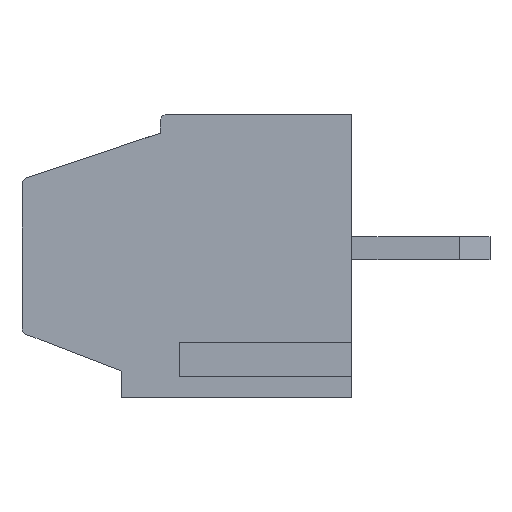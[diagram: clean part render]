
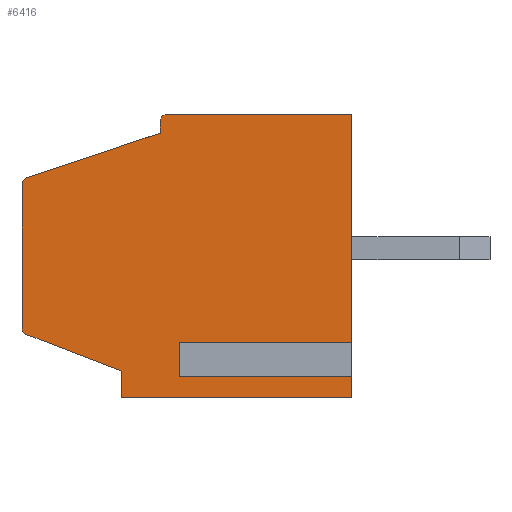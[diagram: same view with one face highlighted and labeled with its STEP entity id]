
A CAD part, left-side view. The second image highlights one B-rep face of the part: STEP entity #6416.
In plain terms, the highlighted planar face has unit normal (-1, 0, 0).
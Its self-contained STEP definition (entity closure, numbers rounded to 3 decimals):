
#376 = VERTEX_POINT ( 'NONE', #20377 ) ;
#375 = CARTESIAN_POINT ( 'NONE',  ( 0., 8.6, 5.556 ) ) ;
#411 = CARTESIAN_POINT ( 'NONE',  ( 0., 8.6, 7.4 ) ) ;
#564 = LINE ( 'NONE', #24742, #20972 ) ;
#1126 = DIRECTION ( 'NONE',  ( 0., 0., -1. ) ) ;
#1223 = EDGE_CURVE ( 'NONE', #2506, #3067, #21078, .T. ) ;
#1301 = CARTESIAN_POINT ( 'NONE',  ( 0., 8.472, 1.651 ) ) ;
#1494 = VECTOR ( 'NONE', #18810, 1000. ) ;
#1509 = EDGE_CURVE ( 'NONE', #20445, #11210, #25618, .T. ) ;
#1797 = ORIENTED_EDGE ( 'NONE', *, *, #22866, .F. ) ;
#1884 = LINE ( 'NONE', #13813, #11811 ) ;
#2081 = CARTESIAN_POINT ( 'NONE',  ( 0., 8.6, 1.7 ) ) ;
#2084 = DIRECTION ( 'NONE',  ( 0., -1., 0. ) ) ;
#2506 = VERTEX_POINT ( 'NONE', #24086 ) ;
#2620 = AXIS2_PLACEMENT_3D ( 'NONE', #27224, #14950, #5256 ) ;
#2882 = VECTOR ( 'NONE', #13285, 1000. ) ;
#2896 = VECTOR ( 'NONE', #13822, 1000. ) ;
#2907 = EDGE_CURVE ( 'NONE', #2506, #29519, #4349, .T. ) ;
#3067 = VERTEX_POINT ( 'NONE', #375 ) ;
#3086 = VECTOR ( 'NONE', #2084, 1000. ) ;
#3515 = CARTESIAN_POINT ( 'NONE',  ( 0., 4.8, 7.2 ) ) ;
#3534 = EDGE_CURVE ( 'NONE', #11612, #11210, #6011, .T. ) ;
#3779 = CIRCLE ( 'NONE', #18819, 0.2 ) ;
#4349 = LINE ( 'NONE', #18287, #19466 ) ;
#4535 = LINE ( 'NONE', #20669, #13739 ) ;
#4563 = EDGE_CURVE ( 'NONE', #15203, #17654, #12119, .T. ) ;
#4828 = EDGE_CURVE ( 'NONE', #6933, #376, #1884, .T. ) ;
#5233 = EDGE_CURVE ( 'NONE', #20445, #12907, #3779, .T. ) ;
#5256 = DIRECTION ( 'NONE',  ( 0., 0., -1. ) ) ;
#5309 = CARTESIAN_POINT ( 'NONE',  ( 0., 4.5, 0.732 ) ) ;
#6011 = LINE ( 'NONE', #11354, #15031 ) ;
#6179 = VERTEX_POINT ( 'NONE', #20212 ) ;
#6416 = ADVANCED_FACE ( 'NONE', ( #24894 ), #7950, .F. ) ;
#6928 = DIRECTION ( 'NONE',  ( 0., 0., -1. ) ) ;
#6933 = VERTEX_POINT ( 'NONE', #20703 ) ;
#7047 = CIRCLE ( 'NONE', #2620, 0.2 ) ;
#7177 = CARTESIAN_POINT ( 'NONE',  ( 0., 4.8, 7.4 ) ) ;
#7950 = PLANE ( 'NONE',  #21133 ) ;
#8228 = DIRECTION ( 'NONE',  ( 0., 0., 1. ) ) ;
#8270 = CARTESIAN_POINT ( 'NONE',  ( 0., 8.6, 0. ) ) ;
#8402 = EDGE_CURVE ( 'NONE', #8852, #3067, #16478, .T. ) ;
#8449 = VECTOR ( 'NONE', #14852, 1000. ) ;
#8775 = ORIENTED_EDGE ( 'NONE', *, *, #19276, .T. ) ;
#8852 = VERTEX_POINT ( 'NONE', #27030 ) ;
#10045 = LINE ( 'NONE', #5309, #8449 ) ;
#10117 = VERTEX_POINT ( 'NONE', #13263 ) ;
#11016 = DIRECTION ( 'NONE',  ( -1., 0., 0. ) ) ;
#11210 = VERTEX_POINT ( 'NONE', #13951 ) ;
#11245 = DIRECTION ( 'NONE',  ( 0., -0.949, 0.316 ) ) ;
#11354 = CARTESIAN_POINT ( 'NONE',  ( 0., 0., 7.4 ) ) ;
#11612 = VERTEX_POINT ( 'NONE', #29061 ) ;
#11681 = ORIENTED_EDGE ( 'NONE', *, *, #29637, .F. ) ;
#11811 = VECTOR ( 'NONE', #23384, 1000. ) ;
#11813 = VECTOR ( 'NONE', #14874, 1000. ) ;
#12119 = LINE ( 'NONE', #2081, #22722 ) ;
#12378 = CARTESIAN_POINT ( 'NONE',  ( 0., 5., 7.2 ) ) ;
#12395 = LINE ( 'NONE', #29020, #11813 ) ;
#12407 = ORIENTED_EDGE ( 'NONE', *, *, #1509, .F. ) ;
#12907 = VERTEX_POINT ( 'NONE', #12378 ) ;
#13263 = CARTESIAN_POINT ( 'NONE',  ( 0., 6., 0. ) ) ;
#13285 = DIRECTION ( 'NONE',  ( 0., -1., 0. ) ) ;
#13739 = VECTOR ( 'NONE', #30241, 1000. ) ;
#13813 = CARTESIAN_POINT ( 'NONE',  ( 0., 0., 7.4 ) ) ;
#13822 = DIRECTION ( 'NONE',  ( 0., 0., 1. ) ) ;
#13882 = CARTESIAN_POINT ( 'NONE',  ( 0., 5., 6.9 ) ) ;
#13951 = CARTESIAN_POINT ( 'NONE',  ( 0., 0., 7.4 ) ) ;
#14852 = DIRECTION ( 'NONE',  ( 0., 0., -1. ) ) ;
#14874 = DIRECTION ( 'NONE',  ( 0., 0., 1. ) ) ;
#14950 = DIRECTION ( 'NONE',  ( -1., 0., 0. ) ) ;
#15031 = VECTOR ( 'NONE', #8228, 1000. ) ;
#15087 = ORIENTED_EDGE ( 'NONE', *, *, #4828, .T. ) ;
#15203 = VERTEX_POINT ( 'NONE', #24740 ) ;
#15236 = CARTESIAN_POINT ( 'NONE',  ( 0., 8.4, 5.556 ) ) ;
#15450 = LINE ( 'NONE', #8270, #2882 ) ;
#15913 = DIRECTION ( 'NONE',  ( 1., 0., 0. ) ) ;
#16226 = EDGE_CURVE ( 'NONE', #10117, #15203, #12395, .T. ) ;
#16478 = LINE ( 'NONE', #23080, #2896 ) ;
#16764 = LINE ( 'NONE', #18958, #1494 ) ;
#16960 = DIRECTION ( 'NONE',  ( 0., 0.933, 0.359 ) ) ;
#17654 = VERTEX_POINT ( 'NONE', #1301 ) ;
#18241 = ORIENTED_EDGE ( 'NONE', *, *, #1223, .T. ) ;
#18287 = CARTESIAN_POINT ( 'NONE',  ( 0., 8.6, 5.7 ) ) ;
#18810 = DIRECTION ( 'NONE',  ( 0., 0., 1. ) ) ;
#18819 = AXIS2_PLACEMENT_3D ( 'NONE', #3515, #20451, #6928 ) ;
#18958 = CARTESIAN_POINT ( 'NONE',  ( 0., 5., 6.9 ) ) ;
#19276 = EDGE_CURVE ( 'NONE', #10117, #6933, #15450, .T. ) ;
#19411 = ORIENTED_EDGE ( 'NONE', *, *, #26300, .T. ) ;
#19466 = VECTOR ( 'NONE', #11245, 1000. ) ;
#20212 = CARTESIAN_POINT ( 'NONE',  ( 0., 4.5, 1.268 ) ) ;
#20377 = CARTESIAN_POINT ( 'NONE',  ( 0., 0., 0.732 ) ) ;
#20406 = EDGE_CURVE ( 'NONE', #6179, #27072, #10045, .T. ) ;
#20445 = VERTEX_POINT ( 'NONE', #7177 ) ;
#20451 = DIRECTION ( 'NONE',  ( -1., 0., 0. ) ) ;
#20463 = ORIENTED_EDGE ( 'NONE', *, *, #2907, .F. ) ;
#20533 = ORIENTED_EDGE ( 'NONE', *, *, #5233, .T. ) ;
#20611 = EDGE_CURVE ( 'NONE', #6179, #11612, #564, .T. ) ;
#20646 = DIRECTION ( 'NONE',  ( 0., 0., -1. ) ) ;
#20669 = CARTESIAN_POINT ( 'NONE',  ( 0., 5.53, 0.732 ) ) ;
#20703 = CARTESIAN_POINT ( 'NONE',  ( 0., 0., 0. ) ) ;
#20972 = VECTOR ( 'NONE', #29126, 1000. ) ;
#21078 = CIRCLE ( 'NONE', #29091, 0.2 ) ;
#21133 = AXIS2_PLACEMENT_3D ( 'NONE', #411, #15913, #20646 ) ;
#22082 = ORIENTED_EDGE ( 'NONE', *, *, #3534, .T. ) ;
#22138 = EDGE_LOOP ( 'NONE', ( #12407, #20533, #1797, #20463, #18241, #28171, #19411, #31036, #25066, #8775, #15087, #11681, #22972, #29722, #22082 ) ) ;
#22722 = VECTOR ( 'NONE', #16960, 1000. ) ;
#22866 = EDGE_CURVE ( 'NONE', #29519, #12907, #16764, .T. ) ;
#22972 = ORIENTED_EDGE ( 'NONE', *, *, #20406, .F. ) ;
#23080 = CARTESIAN_POINT ( 'NONE',  ( 0., 8.6, 7.4 ) ) ;
#23384 = DIRECTION ( 'NONE',  ( 0., 0., 1. ) ) ;
#24086 = CARTESIAN_POINT ( 'NONE',  ( 0., 8.463, 5.746 ) ) ;
#24740 = CARTESIAN_POINT ( 'NONE',  ( 0., 6., 0.7 ) ) ;
#24742 = CARTESIAN_POINT ( 'NONE',  ( 0., 5.53, 1.268 ) ) ;
#24894 = FACE_OUTER_BOUND ( 'NONE', #22138, .T. ) ;
#25066 = ORIENTED_EDGE ( 'NONE', *, *, #16226, .F. ) ;
#25618 = LINE ( 'NONE', #28288, #3086 ) ;
#26300 = EDGE_CURVE ( 'NONE', #8852, #17654, #7047, .T. ) ;
#27030 = CARTESIAN_POINT ( 'NONE',  ( 0., 8.6, 1.837 ) ) ;
#27072 = VERTEX_POINT ( 'NONE', #29137 ) ;
#27224 = CARTESIAN_POINT ( 'NONE',  ( 0., 8.4, 1.837 ) ) ;
#28171 = ORIENTED_EDGE ( 'NONE', *, *, #8402, .F. ) ;
#28288 = CARTESIAN_POINT ( 'NONE',  ( 0., 8.6, 7.4 ) ) ;
#29020 = CARTESIAN_POINT ( 'NONE',  ( 0., 6., 0.7 ) ) ;
#29061 = CARTESIAN_POINT ( 'NONE',  ( 0., 0., 1.268 ) ) ;
#29091 = AXIS2_PLACEMENT_3D ( 'NONE', #15236, #11016, #1126 ) ;
#29126 = DIRECTION ( 'NONE',  ( 0., -1., 0. ) ) ;
#29137 = CARTESIAN_POINT ( 'NONE',  ( 0., 4.5, 0.732 ) ) ;
#29519 = VERTEX_POINT ( 'NONE', #13882 ) ;
#29637 = EDGE_CURVE ( 'NONE', #27072, #376, #4535, .T. ) ;
#29722 = ORIENTED_EDGE ( 'NONE', *, *, #20611, .T. ) ;
#30241 = DIRECTION ( 'NONE',  ( 0., -1., 0. ) ) ;
#31036 = ORIENTED_EDGE ( 'NONE', *, *, #4563, .F. ) ;
